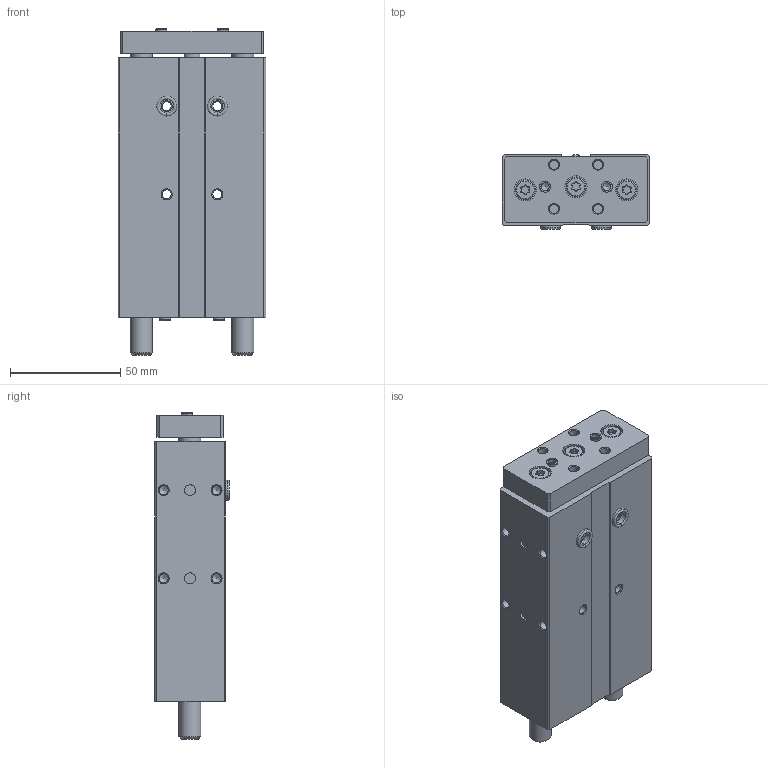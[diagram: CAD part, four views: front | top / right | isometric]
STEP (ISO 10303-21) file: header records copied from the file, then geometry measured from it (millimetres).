
FILE_DESCRIPTION(/* description */ ('STEP AP214'),/* implementation_level */ '2;1');
FILE_NAME(/* name */ '170913_DFM-16-80-P-A-KF',/* time_stamp */ '2024-08-14T20:20:34+02:00',/* author */ ('License CC BY-ND 4.0'),/* organization */ ('CADENAS'),/* preprocessor_version */ 'ST-DEVELOPER v19.3',/* originating_system */ 'PARTsolutions',/* authorisation */ ' ');
FILE_SCHEMA (('AUTOMOTIVE_DESIGN {1 0 10303 214 3 1 1}'));
Length unit declared in the file: millimetre
Products named in the file (6): 170913 DFM-16-80-P-A-KF---(0); 170913 DFM-16-80-P-A-KF---(Z); 170913 DFM-16-80-P-A-KF---(K); 8146543 ZBH-5-B; 5088186 M5x5; 8137184 ZBH-9-B
Assembly tree (10 placements, depth 2):
  170913 DFM-16-80-P-A-KF---(0)
    170913 DFM-16-80-P-A-KF---(Z)
    170913 DFM-16-80-P-A-KF---(K)
    8146543 ZBH-5-B  x4
    5088186 M5x5  x2
    8137184 ZBH-9-B  x2
Bounding box: 67 x 33.85 x 148.1 mm (x, y, z)
Volume: 250585.7 mm3; surface area: 65180.1 mm2
Topology: 10 solids, 10 shells, 317 faces, 741 edges, 478 vertices
Faces by surface type: plane 130, cylinder 122, cone 46, torus 19
Full cylindrical faces by diameter (mm): 2.57 x2, 4 x2, 4.134 x19, 4.3 x4, 5 x10, 7.5 x4, 8 x2, 9 x5, 10 x7, 16 x2, 17 x1
Entity records: 7156 total; most frequent: DIRECTION 1284, CARTESIAN_POINT 1226, ORIENTED_EDGE 986, AXIS2_PLACEMENT_3D 539, EDGE_CURVE 493, FACE_BOUND 424, EDGE_LOOP 414, VERTEX_POINT 385
